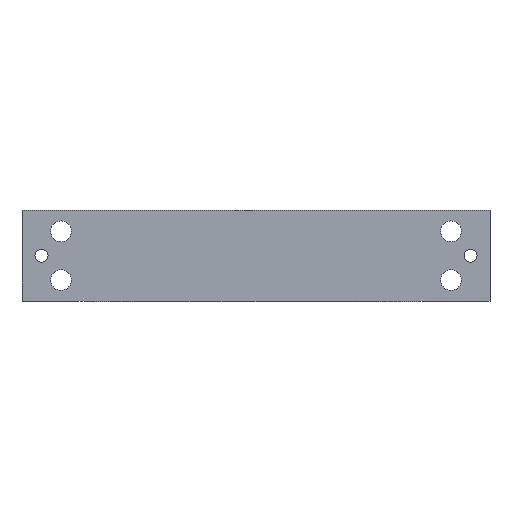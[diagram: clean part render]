
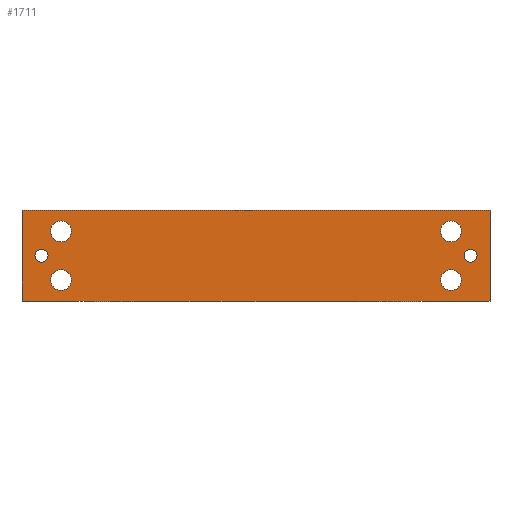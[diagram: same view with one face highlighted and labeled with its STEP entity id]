
A CAD part, top view. The second image highlights one B-rep face of the part: STEP entity #1711.
In plain terms, the highlighted planar face has unit normal (0, 0, 1).
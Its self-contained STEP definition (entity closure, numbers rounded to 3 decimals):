
#13 = DIRECTION ( 'NONE',  ( -1., 0., 0. ) ) ;
#30 = VERTEX_POINT ( 'NONE', #1600 ) ;
#66 = DIRECTION ( 'NONE',  ( 0., 0., 1. ) ) ;
#76 = CARTESIAN_POINT ( 'NONE',  ( 360., 140., 0. ) ) ;
#94 = DIRECTION ( 'NONE',  ( -1., 0., 0. ) ) ;
#97 = CARTESIAN_POINT ( 'NONE',  ( 360., 140., 0. ) ) ;
#99 = ORIENTED_EDGE ( 'NONE', *, *, #1365, .F. ) ;
#123 = FACE_BOUND ( 'NONE', #1312, .T. ) ;
#126 = DIRECTION ( 'NONE',  ( -1., 0., 0. ) ) ;
#127 = VERTEX_POINT ( 'NONE', #175 ) ;
#131 = ORIENTED_EDGE ( 'NONE', *, *, #1201, .F. ) ;
#132 = VECTOR ( 'NONE', #1396, 1000. ) ;
#145 = ORIENTED_EDGE ( 'NONE', *, *, #2812, .F. ) ;
#156 = CIRCLE ( 'NONE', #2803, 16. ) ;
#162 = VERTEX_POINT ( 'NONE', #2802 ) ;
#175 = CARTESIAN_POINT ( 'NONE',  ( -360., 140., 0. ) ) ;
#207 = DIRECTION ( 'NONE',  ( 0., 0., 1. ) ) ;
#210 = DIRECTION ( 'NONE',  ( -1., 0., 0. ) ) ;
#276 = VERTEX_POINT ( 'NONE', #790 ) ;
#300 = ORIENTED_EDGE ( 'NONE', *, *, #1137, .F. ) ;
#310 = DIRECTION ( 'NONE',  ( -1., 0., 0. ) ) ;
#336 = EDGE_LOOP ( 'NONE', ( #99, #300 ) ) ;
#349 = VERTEX_POINT ( 'NONE', #2307 ) ;
#371 = DIRECTION ( 'NONE',  ( 0., 0., 1. ) ) ;
#426 = VECTOR ( 'NONE', #821, 1000. ) ;
#435 = CARTESIAN_POINT ( 'NONE',  ( 360., 140., 0. ) ) ;
#471 = VECTOR ( 'NONE', #2842, 1000. ) ;
#486 = CARTESIAN_POINT ( 'NONE',  ( 340., 70., 0. ) ) ;
#511 = CARTESIAN_POINT ( 'NONE',  ( 300., 107.5, 0. ) ) ;
#552 = AXIS2_PLACEMENT_3D ( 'NONE', #1018, #2787, #576 ) ;
#576 = DIRECTION ( 'NONE',  ( -1., 0., 0. ) ) ;
#613 = CARTESIAN_POINT ( 'NONE',  ( 360., 0., 0. ) ) ;
#630 = DIRECTION ( 'NONE',  ( 0., 0., 1. ) ) ;
#666 = DIRECTION ( 'NONE',  ( 0., 0., 1. ) ) ;
#700 = VERTEX_POINT ( 'NONE', #2032 ) ;
#734 = AXIS2_PLACEMENT_3D ( 'NONE', #1958, #630, #976 ) ;
#743 = FACE_OUTER_BOUND ( 'NONE', #2683, .T. ) ;
#754 = DIRECTION ( 'NONE',  ( 0., 0., 1. ) ) ;
#790 = CARTESIAN_POINT ( 'NONE',  ( -320., 70., 0. ) ) ;
#821 = DIRECTION ( 'NONE',  ( 1., 0., 0. ) ) ;
#843 = AXIS2_PLACEMENT_3D ( 'NONE', #859, #207, #2631 ) ;
#859 = CARTESIAN_POINT ( 'NONE',  ( -300., 107.5, 0. ) ) ;
#862 = AXIS2_PLACEMENT_3D ( 'NONE', #511, #66, #2693 ) ;
#959 = CARTESIAN_POINT ( 'NONE',  ( 330., 70., 0. ) ) ;
#976 = DIRECTION ( 'NONE',  ( -1., 0., 0. ) ) ;
#978 = DIRECTION ( 'NONE',  ( 0., 0., 1. ) ) ;
#999 = CARTESIAN_POINT ( 'NONE',  ( 300., 107.5, 0. ) ) ;
#1000 = CARTESIAN_POINT ( 'NONE',  ( 360., 140., 0. ) ) ;
#1013 = LINE ( 'NONE', #613, #426 ) ;
#1018 = CARTESIAN_POINT ( 'NONE',  ( 330., 70., 0. ) ) ;
#1035 = DIRECTION ( 'NONE',  ( 0., 0., 1. ) ) ;
#1048 = CIRCLE ( 'NONE', #843, 16. ) ;
#1103 = AXIS2_PLACEMENT_3D ( 'NONE', #2353, #1035, #210 ) ;
#1126 = CARTESIAN_POINT ( 'NONE',  ( 360., 0., 0. ) ) ;
#1137 = EDGE_CURVE ( 'NONE', #2839, #2797, #2362, .T. ) ;
#1175 = EDGE_CURVE ( 'NONE', #1231, #1608, #2037, .T. ) ;
#1186 = DIRECTION ( 'NONE',  ( 0., 0., 1. ) ) ;
#1196 = ORIENTED_EDGE ( 'NONE', *, *, #1939, .F. ) ;
#1201 = EDGE_CURVE ( 'NONE', #162, #276, #2103, .T. ) ;
#1216 = DIRECTION ( 'NONE',  ( 0., 0., 1. ) ) ;
#1227 = FACE_BOUND ( 'NONE', #2437, .T. ) ;
#1231 = VERTEX_POINT ( 'NONE', #97 ) ;
#1237 = ORIENTED_EDGE ( 'NONE', *, *, #1332, .T. ) ;
#1265 = CIRCLE ( 'NONE', #552, 10. ) ;
#1275 = ORIENTED_EDGE ( 'NONE', *, *, #1175, .F. ) ;
#1290 = CARTESIAN_POINT ( 'NONE',  ( 300., 32.5, 0. ) ) ;
#1305 = FACE_BOUND ( 'NONE', #2469, .T. ) ;
#1312 = EDGE_LOOP ( 'NONE', ( #131, #2505 ) ) ;
#1332 = EDGE_CURVE ( 'NONE', #2121, #1608, #1013, .T. ) ;
#1335 = EDGE_LOOP ( 'NONE', ( #2635, #1455 ) ) ;
#1350 = CARTESIAN_POINT ( 'NONE',  ( 320., 70., 0. ) ) ;
#1365 = EDGE_CURVE ( 'NONE', #2797, #2839, #1265, .T. ) ;
#1366 = ORIENTED_EDGE ( 'NONE', *, *, #2257, .F. ) ;
#1396 = DIRECTION ( 'NONE',  ( 0., -1., 0. ) ) ;
#1409 = CARTESIAN_POINT ( 'NONE',  ( 316., 32.5, 0. ) ) ;
#1445 = FACE_BOUND ( 'NONE', #336, .T. ) ;
#1451 = CIRCLE ( 'NONE', #2517, 16. ) ;
#1455 = ORIENTED_EDGE ( 'NONE', *, *, #1569, .F. ) ;
#1457 = DIRECTION ( 'NONE',  ( -1., 0., 0. ) ) ;
#1484 = ORIENTED_EDGE ( 'NONE', *, *, #1506, .F. ) ;
#1497 = VERTEX_POINT ( 'NONE', #1740 ) ;
#1505 = CIRCLE ( 'NONE', #1907, 16. ) ;
#1506 = EDGE_CURVE ( 'NONE', #700, #349, #1505, .T. ) ;
#1569 = EDGE_CURVE ( 'NONE', #2363, #1497, #1048, .T. ) ;
#1579 = CIRCLE ( 'NONE', #862, 16. ) ;
#1582 = ORIENTED_EDGE ( 'NONE', *, *, #2347, .T. ) ;
#1600 = CARTESIAN_POINT ( 'NONE',  ( 284., 32.5, 0. ) ) ;
#1608 = VERTEX_POINT ( 'NONE', #1126 ) ;
#1616 = CIRCLE ( 'NONE', #1103, 10. ) ;
#1624 = ORIENTED_EDGE ( 'NONE', *, *, #1654, .F. ) ;
#1636 = CARTESIAN_POINT ( 'NONE',  ( -300., 32.5, 0. ) ) ;
#1646 = DIRECTION ( 'NONE',  ( 0., 0., 1. ) ) ;
#1653 = CIRCLE ( 'NONE', #734, 16. ) ;
#1654 = EDGE_CURVE ( 'NONE', #349, #700, #1579, .T. ) ;
#1711 = ADVANCED_FACE ( 'NONE', ( #123, #1445, #1305, #2392, #1227, #2497, #743 ), #2254, .F. ) ;
#1740 = CARTESIAN_POINT ( 'NONE',  ( -316., 107.5, 0. ) ) ;
#1754 = CARTESIAN_POINT ( 'NONE',  ( -300., 107.5, 0. ) ) ;
#1783 = CARTESIAN_POINT ( 'NONE',  ( -284., 32.5, 0. ) ) ;
#1805 = EDGE_CURVE ( 'NONE', #2808, #2681, #1451, .T. ) ;
#1818 = AXIS2_PLACEMENT_3D ( 'NONE', #1754, #666, #13 ) ;
#1837 = CARTESIAN_POINT ( 'NONE',  ( -284., 107.5, 0. ) ) ;
#1846 = EDGE_CURVE ( 'NONE', #276, #162, #1616, .T. ) ;
#1862 = CARTESIAN_POINT ( 'NONE',  ( -360., 140., 0. ) ) ;
#1907 = AXIS2_PLACEMENT_3D ( 'NONE', #999, #1646, #126 ) ;
#1911 = AXIS2_PLACEMENT_3D ( 'NONE', #959, #1186, #94 ) ;
#1933 = LINE ( 'NONE', #1862, #132 ) ;
#1935 = CIRCLE ( 'NONE', #1818, 16. ) ;
#1939 = EDGE_CURVE ( 'NONE', #2681, #2808, #2397, .T. ) ;
#1958 = CARTESIAN_POINT ( 'NONE',  ( 300., 32.5, 0. ) ) ;
#1974 = VERTEX_POINT ( 'NONE', #1409 ) ;
#2032 = CARTESIAN_POINT ( 'NONE',  ( 284., 107.5, 0. ) ) ;
#2037 = LINE ( 'NONE', #1000, #2395 ) ;
#2094 = DIRECTION ( 'NONE',  ( 0., -1., 0. ) ) ;
#2103 = CIRCLE ( 'NONE', #2487, 10. ) ;
#2110 = CARTESIAN_POINT ( 'NONE',  ( -330., 70., 0. ) ) ;
#2112 = ORIENTED_EDGE ( 'NONE', *, *, #2154, .F. ) ;
#2116 = DIRECTION ( 'NONE',  ( -1., 0., 0. ) ) ;
#2121 = VERTEX_POINT ( 'NONE', #2251 ) ;
#2154 = EDGE_CURVE ( 'NONE', #1974, #30, #1653, .T. ) ;
#2251 = CARTESIAN_POINT ( 'NONE',  ( -360., 0., 0. ) ) ;
#2254 = PLANE ( 'NONE',  #2579 ) ;
#2257 = EDGE_CURVE ( 'NONE', #30, #1974, #156, .T. ) ;
#2306 = LINE ( 'NONE', #435, #471 ) ;
#2307 = CARTESIAN_POINT ( 'NONE',  ( 316., 107.5, 0. ) ) ;
#2317 = ORIENTED_EDGE ( 'NONE', *, *, #1805, .F. ) ;
#2347 = EDGE_CURVE ( 'NONE', #127, #2121, #1933, .T. ) ;
#2353 = CARTESIAN_POINT ( 'NONE',  ( -330., 70., 0. ) ) ;
#2362 = CIRCLE ( 'NONE', #1911, 10. ) ;
#2363 = VERTEX_POINT ( 'NONE', #1837 ) ;
#2392 = FACE_BOUND ( 'NONE', #1335, .T. ) ;
#2395 = VECTOR ( 'NONE', #2094, 1000. ) ;
#2397 = CIRCLE ( 'NONE', #2634, 16. ) ;
#2410 = CARTESIAN_POINT ( 'NONE',  ( -316., 32.5, 0. ) ) ;
#2437 = EDGE_LOOP ( 'NONE', ( #2317, #1196 ) ) ;
#2438 = EDGE_LOOP ( 'NONE', ( #1484, #1624 ) ) ;
#2452 = DIRECTION ( 'NONE',  ( -1., 0., 0. ) ) ;
#2469 = EDGE_LOOP ( 'NONE', ( #1366, #2112 ) ) ;
#2487 = AXIS2_PLACEMENT_3D ( 'NONE', #2110, #1216, #1457 ) ;
#2497 = FACE_BOUND ( 'NONE', #2438, .T. ) ;
#2505 = ORIENTED_EDGE ( 'NONE', *, *, #1846, .F. ) ;
#2517 = AXIS2_PLACEMENT_3D ( 'NONE', #1636, #754, #310 ) ;
#2531 = DIRECTION ( 'NONE',  ( -1., 0., 0. ) ) ;
#2579 = AXIS2_PLACEMENT_3D ( 'NONE', #76, #2757, #2116 ) ;
#2631 = DIRECTION ( 'NONE',  ( -1., 0., 0. ) ) ;
#2634 = AXIS2_PLACEMENT_3D ( 'NONE', #2714, #978, #2531 ) ;
#2635 = ORIENTED_EDGE ( 'NONE', *, *, #2720, .F. ) ;
#2681 = VERTEX_POINT ( 'NONE', #1783 ) ;
#2683 = EDGE_LOOP ( 'NONE', ( #1237, #1275, #145, #1582 ) ) ;
#2693 = DIRECTION ( 'NONE',  ( -1., 0., 0. ) ) ;
#2714 = CARTESIAN_POINT ( 'NONE',  ( -300., 32.5, 0. ) ) ;
#2720 = EDGE_CURVE ( 'NONE', #1497, #2363, #1935, .T. ) ;
#2757 = DIRECTION ( 'NONE',  ( 0., 0., -1. ) ) ;
#2787 = DIRECTION ( 'NONE',  ( 0., 0., 1. ) ) ;
#2797 = VERTEX_POINT ( 'NONE', #1350 ) ;
#2802 = CARTESIAN_POINT ( 'NONE',  ( -340., 70., 0. ) ) ;
#2803 = AXIS2_PLACEMENT_3D ( 'NONE', #1290, #371, #2452 ) ;
#2808 = VERTEX_POINT ( 'NONE', #2410 ) ;
#2812 = EDGE_CURVE ( 'NONE', #127, #1231, #2306, .T. ) ;
#2839 = VERTEX_POINT ( 'NONE', #486 ) ;
#2842 = DIRECTION ( 'NONE',  ( 1., 0., 0. ) ) ;
